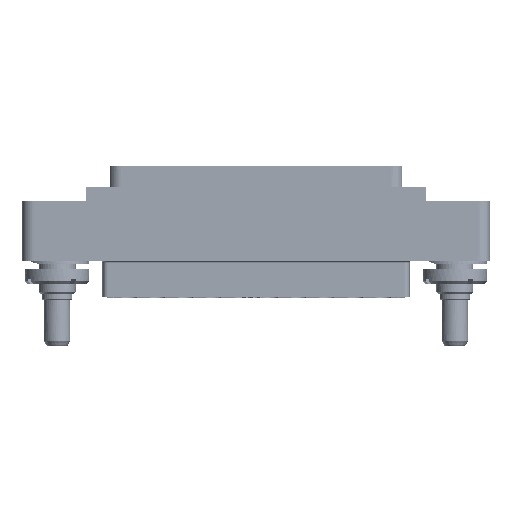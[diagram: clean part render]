
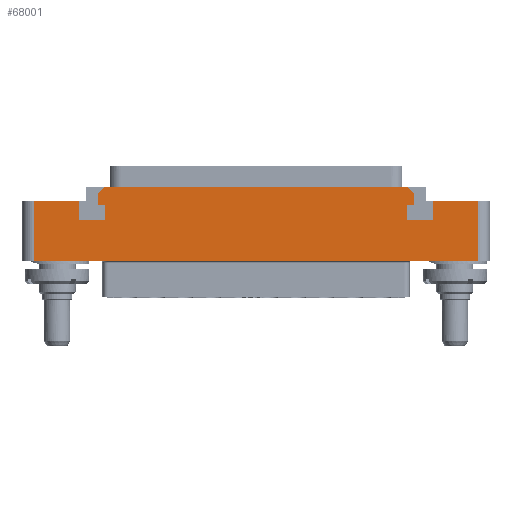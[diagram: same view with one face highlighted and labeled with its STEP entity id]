
A CAD part, top view. The second image highlights one B-rep face of the part: STEP entity #68001.
In plain terms, the highlighted planar face has unit normal (0, 0, 1).
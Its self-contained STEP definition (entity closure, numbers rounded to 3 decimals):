
#1=DIRECTION('',(-1.,0.,0.));
#2=VECTOR('',#1,76.);
#3=CARTESIAN_POINT('',(38.,0.,7.));
#4=LINE('',#3,#2);
#5=DIRECTION('',(1.,0.,0.));
#6=VECTOR('',#5,7.8);
#7=CARTESIAN_POINT('',(-38.,10.25,7.));
#8=LINE('',#7,#6);
#9=DIRECTION('',(0.,-1.,0.));
#10=VECTOR('',#9,3.2);
#11=CARTESIAN_POINT('',(-30.2,10.25,7.));
#12=LINE('',#11,#10);
#13=DIRECTION('',(1.,0.,0.));
#14=VECTOR('',#13,4.4);
#15=CARTESIAN_POINT('',(-30.2,7.05,7.));
#16=LINE('',#15,#14);
#17=DIRECTION('',(0.,1.,0.));
#18=VECTOR('',#17,2.6);
#19=CARTESIAN_POINT('',(-25.8,7.05,7.));
#20=LINE('',#19,#18);
#21=DIRECTION('',(-1.,0.,0.));
#22=VECTOR('',#21,1.2);
#23=CARTESIAN_POINT('',(-25.8,9.65,7.));
#24=LINE('',#23,#22);
#25=DIRECTION('',(0.,-1.,0.));
#26=VECTOR('',#25,1.9);
#27=CARTESIAN_POINT('',(-27.,11.55,7.));
#28=LINE('',#27,#26);
#29=DIRECTION('',(1.,0.,0.));
#30=VECTOR('',#29,51.6);
#31=CARTESIAN_POINT('',(-25.8,12.75,7.));
#32=LINE('',#31,#30);
#33=DIRECTION('',(0.,-1.,0.));
#34=VECTOR('',#33,1.9);
#35=CARTESIAN_POINT('',(27.,11.55,7.));
#36=LINE('',#35,#34);
#37=DIRECTION('',(-1.,0.,0.));
#38=VECTOR('',#37,1.2);
#39=CARTESIAN_POINT('',(27.,9.65,7.));
#40=LINE('',#39,#38);
#41=DIRECTION('',(0.,-1.,0.));
#42=VECTOR('',#41,2.6);
#43=CARTESIAN_POINT('',(25.8,9.65,7.));
#44=LINE('',#43,#42);
#45=DIRECTION('',(1.,0.,0.));
#46=VECTOR('',#45,4.4);
#47=CARTESIAN_POINT('',(25.8,7.05,7.));
#48=LINE('',#47,#46);
#49=DIRECTION('',(0.,1.,0.));
#50=VECTOR('',#49,3.2);
#51=CARTESIAN_POINT('',(30.2,7.05,7.));
#52=LINE('',#51,#50);
#53=DIRECTION('',(1.,0.,0.));
#54=VECTOR('',#53,7.8);
#55=CARTESIAN_POINT('',(30.2,10.25,7.));
#56=LINE('',#55,#54);
#57=DIRECTION('',(0.,1.,0.));
#58=VECTOR('',#57,10.25);
#59=CARTESIAN_POINT('',(38.,0.,7.));
#60=LINE('',#59,#58);
#357=DIRECTION('',(0.707,-0.707,0.));
#358=VECTOR('',#357,1.697);
#359=CARTESIAN_POINT('',(25.8,12.75,7.));
#360=LINE('',#359,#358);
#426=DIRECTION('',(-0.707,-0.707,0.));
#427=VECTOR('',#426,1.697);
#428=CARTESIAN_POINT('',(-25.8,12.75,7.));
#429=LINE('',#428,#427);
#548=DIRECTION('',(0.,-1.,0.));
#549=VECTOR('',#548,10.25);
#550=CARTESIAN_POINT('',(-38.,10.25,7.));
#551=LINE('',#550,#549);
#54929=CARTESIAN_POINT('',(-30.2,10.25,7.));
#54930=CARTESIAN_POINT('',(-30.2,7.05,7.));
#54931=VERTEX_POINT('',#54929);
#54932=VERTEX_POINT('',#54930);
#54933=CARTESIAN_POINT('',(-25.8,7.05,7.));
#54934=VERTEX_POINT('',#54933);
#54935=CARTESIAN_POINT('',(-25.8,9.65,7.));
#54936=VERTEX_POINT('',#54935);
#54937=CARTESIAN_POINT('',(-27.,9.65,7.));
#54938=VERTEX_POINT('',#54937);
#54939=CARTESIAN_POINT('',(27.,9.65,7.));
#54940=CARTESIAN_POINT('',(25.8,9.65,7.));
#54941=VERTEX_POINT('',#54939);
#54942=VERTEX_POINT('',#54940);
#54943=CARTESIAN_POINT('',(25.8,7.05,7.));
#54944=VERTEX_POINT('',#54943);
#54945=CARTESIAN_POINT('',(30.2,7.05,7.));
#54946=VERTEX_POINT('',#54945);
#54947=CARTESIAN_POINT('',(30.2,10.25,7.));
#54948=VERTEX_POINT('',#54947);
#54953=CARTESIAN_POINT('',(-27.,11.55,7.));
#54955=VERTEX_POINT('',#54953);
#54957=CARTESIAN_POINT('',(-25.8,12.75,7.));
#54958=VERTEX_POINT('',#54957);
#54959=CARTESIAN_POINT('',(27.,11.55,7.));
#54961=VERTEX_POINT('',#54959);
#54963=CARTESIAN_POINT('',(25.8,12.75,7.));
#54964=VERTEX_POINT('',#54963);
#55041=CARTESIAN_POINT('',(38.,0.,7.));
#55042=CARTESIAN_POINT('',(38.,10.25,7.));
#55043=VERTEX_POINT('',#55041);
#55044=VERTEX_POINT('',#55042);
#55049=CARTESIAN_POINT('',(-38.,10.25,7.));
#55050=CARTESIAN_POINT('',(-38.,0.,7.));
#55051=VERTEX_POINT('',#55049);
#55052=VERTEX_POINT('',#55050);
#67958=CARTESIAN_POINT('',(0.,0.,7.));
#67959=DIRECTION('',(0.,0.,-1.));
#67960=DIRECTION('',(-1.,0.,0.));
#67961=AXIS2_PLACEMENT_3D('',#67958,#67959,#67960);
#67962=PLANE('',#67961);
#67964=ORIENTED_EDGE('',*,*,#67963,.F.);
#67966=ORIENTED_EDGE('',*,*,#67965,.T.);
#67968=ORIENTED_EDGE('',*,*,#67967,.F.);
#67970=ORIENTED_EDGE('',*,*,#67969,.T.);
#67972=ORIENTED_EDGE('',*,*,#67971,.T.);
#67974=ORIENTED_EDGE('',*,*,#67973,.T.);
#67976=ORIENTED_EDGE('',*,*,#67975,.T.);
#67978=ORIENTED_EDGE('',*,*,#67977,.T.);
#67980=ORIENTED_EDGE('',*,*,#67979,.F.);
#67982=ORIENTED_EDGE('',*,*,#67981,.F.);
#67984=ORIENTED_EDGE('',*,*,#67983,.T.);
#67986=ORIENTED_EDGE('',*,*,#67985,.T.);
#67988=ORIENTED_EDGE('',*,*,#67987,.T.);
#67990=ORIENTED_EDGE('',*,*,#67989,.T.);
#67992=ORIENTED_EDGE('',*,*,#67991,.T.);
#67994=ORIENTED_EDGE('',*,*,#67993,.T.);
#67996=ORIENTED_EDGE('',*,*,#67995,.T.);
#67998=ORIENTED_EDGE('',*,*,#67997,.T.);
#67999=EDGE_LOOP('',(#67964,#67966,#67968,#67970,#67972,#67974,#67976,#67978,
#67980,#67982,#67984,#67986,#67988,#67990,#67992,#67994,#67996,#67998));
#68000=FACE_OUTER_BOUND('',#67999,.F.);
#68001=ADVANCED_FACE('',(#68000),#67962,.F.);
#67963=EDGE_CURVE('',#55043,#55044,#60,.T.);
#67965=EDGE_CURVE('',#55043,#55052,#4,.T.);
#67967=EDGE_CURVE('',#55051,#55052,#551,.T.);
#67969=EDGE_CURVE('',#55051,#54931,#8,.T.);
#67971=EDGE_CURVE('',#54931,#54932,#12,.T.);
#67973=EDGE_CURVE('',#54932,#54934,#16,.T.);
#67975=EDGE_CURVE('',#54934,#54936,#20,.T.);
#67977=EDGE_CURVE('',#54936,#54938,#24,.T.);
#67979=EDGE_CURVE('',#54955,#54938,#28,.T.);
#67981=EDGE_CURVE('',#54958,#54955,#429,.T.);
#67983=EDGE_CURVE('',#54958,#54964,#32,.T.);
#67985=EDGE_CURVE('',#54964,#54961,#360,.T.);
#67987=EDGE_CURVE('',#54961,#54941,#36,.T.);
#67989=EDGE_CURVE('',#54941,#54942,#40,.T.);
#67991=EDGE_CURVE('',#54942,#54944,#44,.T.);
#67993=EDGE_CURVE('',#54944,#54946,#48,.T.);
#67995=EDGE_CURVE('',#54946,#54948,#52,.T.);
#67997=EDGE_CURVE('',#54948,#55044,#56,.T.);
